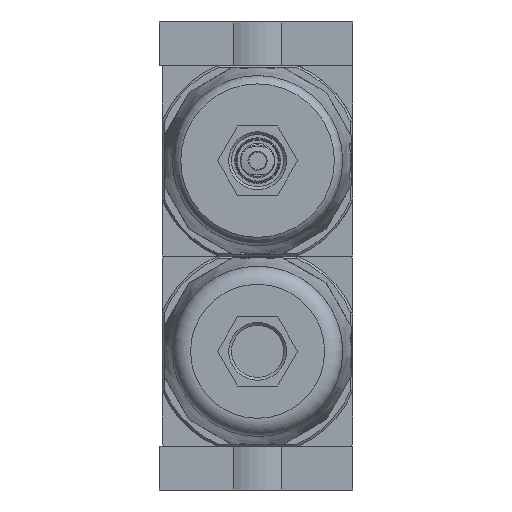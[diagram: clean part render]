
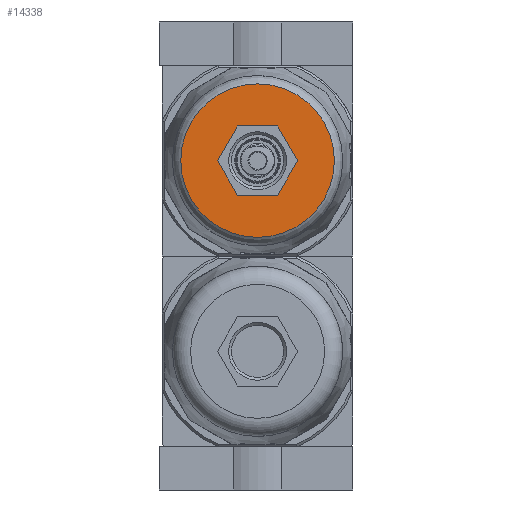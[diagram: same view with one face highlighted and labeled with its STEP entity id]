
A CAD part, front view. The second image highlights one B-rep face of the part: STEP entity #14338.
In plain terms, the highlighted planar face has unit normal (0, -1, 0).
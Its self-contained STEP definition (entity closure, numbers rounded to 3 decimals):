
#1246=CIRCLE('',#20331,26.576);
#3652=ORIENTED_EDGE('',*,*,#6607,.T.);
#3653=ORIENTED_EDGE('',*,*,#6756,.T.);
#3654=ORIENTED_EDGE('',*,*,#6771,.T.);
#3655=ORIENTED_EDGE('',*,*,#6768,.T.);
#3656=ORIENTED_EDGE('',*,*,#6765,.T.);
#3657=ORIENTED_EDGE('',*,*,#6762,.T.);
#3658=ORIENTED_EDGE('',*,*,#6759,.T.);
#6607=EDGE_CURVE('',#8439,#8439,#1246,.F.);
#6756=EDGE_CURVE('',#8522,#8521,#9715,.T.);
#6759=EDGE_CURVE('',#8524,#8522,#9718,.T.);
#6762=EDGE_CURVE('',#8526,#8524,#9721,.T.);
#6765=EDGE_CURVE('',#8528,#8526,#9724,.T.);
#6768=EDGE_CURVE('',#8530,#8528,#9727,.T.);
#6771=EDGE_CURVE('',#8521,#8530,#9730,.T.);
#8439=VERTEX_POINT('',#27712);
#8521=VERTEX_POINT('',#28216);
#8522=VERTEX_POINT('',#28218);
#8524=VERTEX_POINT('',#28224);
#8526=VERTEX_POINT('',#28230);
#8528=VERTEX_POINT('',#28236);
#8530=VERTEX_POINT('',#28242);
#9715=LINE('',#28217,#10657);
#9718=LINE('',#28223,#10660);
#9721=LINE('',#28229,#10663);
#9724=LINE('',#28235,#10666);
#9727=LINE('',#28241,#10669);
#9730=LINE('',#28246,#10672);
#10657=VECTOR('',#23322,1000.);
#10660=VECTOR('',#23327,1000.);
#10663=VECTOR('',#23332,1000.);
#10666=VECTOR('',#23337,1000.);
#10669=VECTOR('',#23342,1000.);
#10672=VECTOR('',#23347,1000.);
#11694=EDGE_LOOP('',(#3652));
#11695=EDGE_LOOP('',(#3653,#3654,#3655,#3656,#3657,#3658));
#12859=FACE_BOUND('',#11694,.T.);
#12860=FACE_BOUND('',#11695,.T.);
#13693=PLANE('',#20428);
#14338=ADVANCED_FACE('',(#12859,#12860),#13693,.F.);
#20331=AXIS2_PLACEMENT_3D('',#27711,#23066,#23067);
#20428=AXIS2_PLACEMENT_3D('',#28247,#23348,#23349);
#23066=DIRECTION('',(0.,1.,0.));
#23067=DIRECTION('',(0.,0.,1.));
#23322=DIRECTION('',(0.,0.,1.));
#23327=DIRECTION('',(-0.866,0.,0.5));
#23332=DIRECTION('',(-0.866,0.,-0.5));
#23337=DIRECTION('',(0.,0.,-1.));
#23342=DIRECTION('',(0.866,0.,-0.5));
#23347=DIRECTION('',(0.866,0.,0.5));
#23348=DIRECTION('',(0.,1.,0.));
#23349=DIRECTION('',(0.,0.,1.));
#27711=CARTESIAN_POINT('',(0.,-164.,0.));
#27712=CARTESIAN_POINT('',(0.,-164.,26.576));
#28216=CARTESIAN_POINT('',(-12.,-164.,6.928));
#28217=CARTESIAN_POINT('',(-12.,-164.,-6.928));
#28218=CARTESIAN_POINT('',(-12.,-164.,-6.928));
#28223=CARTESIAN_POINT('',(0.,-164.,-13.856));
#28224=CARTESIAN_POINT('',(0.,-164.,-13.856));
#28229=CARTESIAN_POINT('',(12.,-164.,-6.928));
#28230=CARTESIAN_POINT('',(12.,-164.,-6.928));
#28235=CARTESIAN_POINT('',(12.,-164.,6.928));
#28236=CARTESIAN_POINT('',(12.,-164.,6.928));
#28241=CARTESIAN_POINT('',(0.,-164.,13.856));
#28242=CARTESIAN_POINT('',(0.,-164.,13.856));
#28246=CARTESIAN_POINT('',(-12.,-164.,6.928));
#28247=CARTESIAN_POINT('',(0.,-164.,0.));
